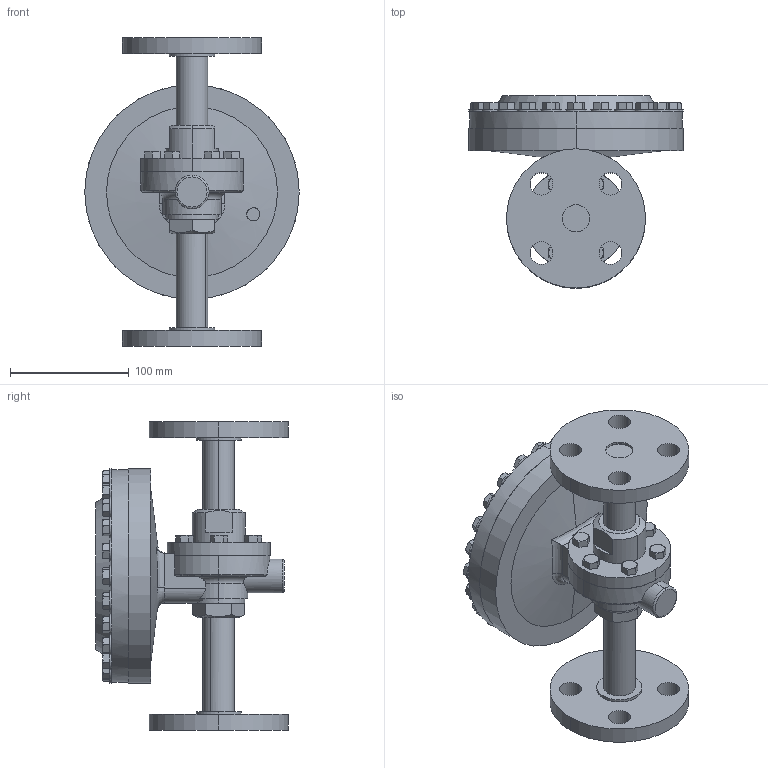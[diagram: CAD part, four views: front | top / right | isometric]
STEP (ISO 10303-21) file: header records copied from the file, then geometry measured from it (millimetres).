
FILE_DESCRIPTION (( 'STEP AP203' ), '1' );
FILE_NAME ('56-075-BR+DI-F3.step', '2017-10-04T15:16:57', ( '' ), ( '' ), 'SwSTEP 2.0', 'SolidWorks 2014', '' );
FILE_SCHEMA (( 'CONFIG_CONTROL_DESIGN' ));
Length unit declared in the file: inch
Products named in the file (1): 56-075-BR+DI-F3
Bounding box: 181 x 162.39 x 260.35 mm (x, y, z)
Volume: 1764333.2 mm3; surface area: 177623.3 mm2
Topology: 1 solids, 1 shells, 618 faces, 1462 edges, 892 vertices
Faces by surface type: plane 305, cone 196, cylinder 103, torus 8, bspline 6
Entity records: 19878 total; most frequent: CARTESIAN_POINT 5980, ORIENTED_EDGE 2924, DIRECTION 2816, EDGE_CURVE 1462, AXIS2_PLACEMENT_3D 1147, VERTEX_POINT 892, EDGE_LOOP 680, ADVANCED_FACE 618
